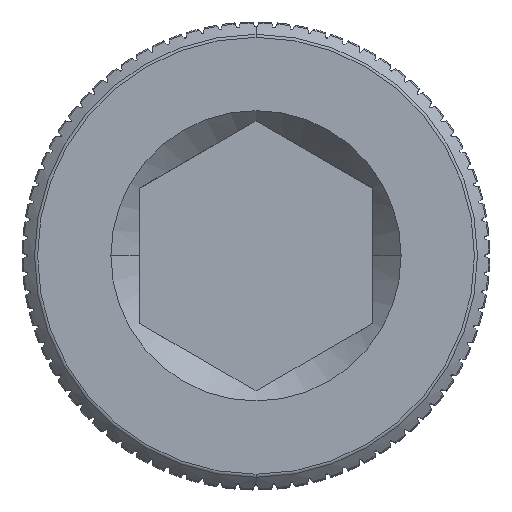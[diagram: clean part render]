
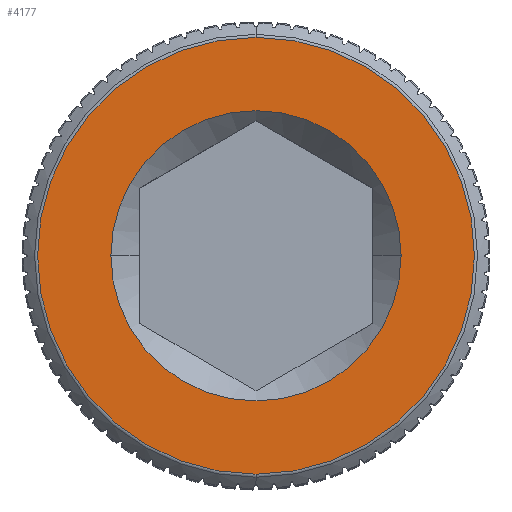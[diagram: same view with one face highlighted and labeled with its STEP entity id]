
A CAD part, top view. The second image highlights one B-rep face of the part: STEP entity #4177.
In plain terms, the highlighted planar face has unit normal (0, 0, 1).
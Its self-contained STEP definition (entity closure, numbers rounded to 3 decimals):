
#157 = AXIS2_PLACEMENT_3D ( 'NONE', #10655, #13090, #6076 ) ;
#621 = EDGE_CURVE ( 'NONE', #9335, #22184, #26896, .T. ) ;
#672 = CARTESIAN_POINT ( 'NONE',  ( 0., -5.605, 13.5 ) ) ;
#1181 = ORIENTED_EDGE ( 'NONE', *, *, #26447, .F. ) ;
#1585 = EDGE_LOOP ( 'NONE', ( #18607, #3867 ) ) ;
#2834 = VERTEX_POINT ( 'NONE', #14857 ) ;
#3867 = ORIENTED_EDGE ( 'NONE', *, *, #12082, .F. ) ;
#3996 = CARTESIAN_POINT ( 'NONE',  ( -3.724, 0., 13.5 ) ) ;
#4123 = CIRCLE ( 'NONE', #24659, 5.605 ) ;
#4177 = ADVANCED_FACE ( 'NONE', ( #4855, #7432 ), #14009, .T. ) ;
#4703 = CIRCLE ( 'NONE', #157, 5.605 ) ;
#4855 = FACE_BOUND ( 'NONE', #1585, .T. ) ;
#5167 = EDGE_LOOP ( 'NONE', ( #1181, #14743 ) ) ;
#5545 = AXIS2_PLACEMENT_3D ( 'NONE', #15697, #13266, #15546 ) ;
#6076 = DIRECTION ( 'NONE',  ( 0., 1., 0. ) ) ;
#6490 = DIRECTION ( 'NONE',  ( 0., 0., -1. ) ) ;
#7432 = FACE_OUTER_BOUND ( 'NONE', #5167, .T. ) ;
#9335 = VERTEX_POINT ( 'NONE', #19412 ) ;
#10065 = EDGE_CURVE ( 'NONE', #13672, #2834, #4123, .T. ) ;
#10655 = CARTESIAN_POINT ( 'NONE',  ( 0., 0., 13.5 ) ) ;
#12082 = EDGE_CURVE ( 'NONE', #22184, #9335, #24707, .T. ) ;
#13090 = DIRECTION ( 'NONE',  ( 0., 0., -1. ) ) ;
#13266 = DIRECTION ( 'NONE',  ( 0., 0., 1. ) ) ;
#13672 = VERTEX_POINT ( 'NONE', #672 ) ;
#13999 = AXIS2_PLACEMENT_3D ( 'NONE', #20159, #16154, #24848 ) ;
#14009 = PLANE ( 'NONE',  #13999 ) ;
#14743 = ORIENTED_EDGE ( 'NONE', *, *, #10065, .F. ) ;
#14857 = CARTESIAN_POINT ( 'NONE',  ( 0., 5.605, 13.5 ) ) ;
#15482 = CARTESIAN_POINT ( 'NONE',  ( 0., 0., 13.5 ) ) ;
#15546 = DIRECTION ( 'NONE',  ( 1., 0., 0. ) ) ;
#15697 = CARTESIAN_POINT ( 'NONE',  ( 0., 0., 13.5 ) ) ;
#15910 = DIRECTION ( 'NONE',  ( 1., 0., 0. ) ) ;
#16154 = DIRECTION ( 'NONE',  ( 0., 0., 1. ) ) ;
#18607 = ORIENTED_EDGE ( 'NONE', *, *, #621, .F. ) ;
#19412 = CARTESIAN_POINT ( 'NONE',  ( 3.724, 0., 13.5 ) ) ;
#20159 = CARTESIAN_POINT ( 'NONE',  ( 0., 0., 13.5 ) ) ;
#21403 = AXIS2_PLACEMENT_3D ( 'NONE', #15482, #26776, #15910 ) ;
#22184 = VERTEX_POINT ( 'NONE', #3996 ) ;
#23770 = CARTESIAN_POINT ( 'NONE',  ( 0., 0., 13.5 ) ) ;
#24659 = AXIS2_PLACEMENT_3D ( 'NONE', #23770, #6490, #28213 ) ;
#24707 = CIRCLE ( 'NONE', #5545, 3.724 ) ;
#24848 = DIRECTION ( 'NONE',  ( 0., -1., 0. ) ) ;
#26447 = EDGE_CURVE ( 'NONE', #2834, #13672, #4703, .T. ) ;
#26776 = DIRECTION ( 'NONE',  ( 0., 0., 1. ) ) ;
#26896 = CIRCLE ( 'NONE', #21403, 3.724 ) ;
#28213 = DIRECTION ( 'NONE',  ( 0., 1., 0. ) ) ;
